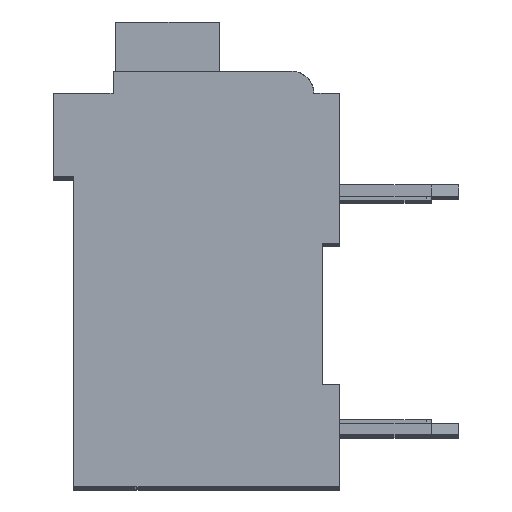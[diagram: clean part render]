
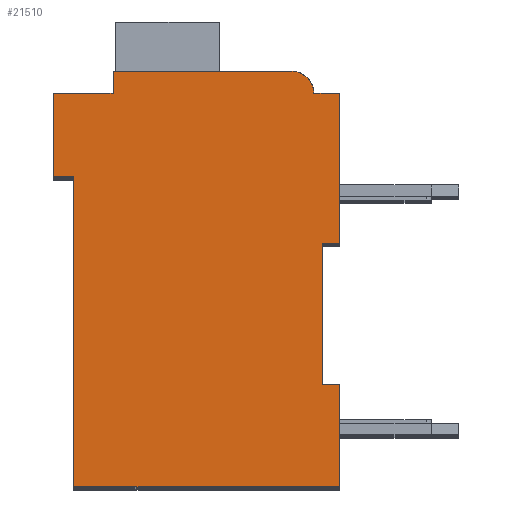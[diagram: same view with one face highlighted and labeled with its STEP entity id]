
A CAD part, top view. The second image highlights one B-rep face of the part: STEP entity #21510.
In plain terms, the highlighted planar face has unit normal (0, 0, 1).
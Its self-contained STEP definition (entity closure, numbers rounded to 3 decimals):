
#2418=DIRECTION('',(1.,0.,0.));
#2419=VECTOR('',#2418,0.5);
#2420=CARTESIAN_POINT('',(7.3,7.15,2.1));
#2421=LINE('',#2420,#2419);
#2422=DIRECTION('',(0.,1.,0.));
#2423=VECTOR('',#2422,4.15);
#2424=CARTESIAN_POINT('',(7.3,3.,2.1));
#2425=LINE('',#2424,#2423);
#2426=DIRECTION('',(-1.,0.,0.));
#2427=VECTOR('',#2426,0.5);
#2428=CARTESIAN_POINT('',(7.8,3.,2.1));
#2429=LINE('',#2428,#2427);
#2430=DIRECTION('',(0.,1.,0.));
#2431=VECTOR('',#2430,3.);
#2432=CARTESIAN_POINT('',(7.8,0.,2.1));
#2433=LINE('',#2432,#2431);
#2434=DIRECTION('',(1.,0.,0.));
#2435=VECTOR('',#2434,7.8);
#2436=CARTESIAN_POINT('',(0.,0.,2.1));
#2437=LINE('',#2436,#2435);
#2438=DIRECTION('',(0.,-1.,0.));
#2439=VECTOR('',#2438,9.1);
#2440=CARTESIAN_POINT('',(0.,9.1,2.1));
#2441=LINE('',#2440,#2439);
#2442=DIRECTION('',(1.,0.,0.));
#2443=VECTOR('',#2442,0.6);
#2444=CARTESIAN_POINT('',(-0.6,9.1,2.1));
#2445=LINE('',#2444,#2443);
#2446=DIRECTION('',(0.,-1.,0.));
#2447=VECTOR('',#2446,2.45);
#2448=CARTESIAN_POINT('',(-0.6,11.55,2.1));
#2449=LINE('',#2448,#2447);
#2450=DIRECTION('',(-1.,0.,0.));
#2451=VECTOR('',#2450,1.75);
#2452=CARTESIAN_POINT('',(1.15,11.55,2.1));
#2453=LINE('',#2452,#2451);
#2454=DIRECTION('',(0.,-1.,0.));
#2455=VECTOR('',#2454,0.65);
#2456=CARTESIAN_POINT('',(1.15,12.2,2.1));
#2457=LINE('',#2456,#2455);
#2458=DIRECTION('',(-1.,0.,0.));
#2459=VECTOR('',#2458,5.25);
#2460=CARTESIAN_POINT('',(6.4,12.2,2.1));
#2461=LINE('',#2460,#2459);
#2462=CARTESIAN_POINT('',(6.4,11.55,2.1));
#2463=DIRECTION('',(0.,0.,1.));
#2464=DIRECTION('',(1.,0.,0.));
#2465=AXIS2_PLACEMENT_3D('',#2462,#2463,#2464);
#2467=DIRECTION('',(-1.,0.,0.));
#2468=VECTOR('',#2467,0.75);
#2469=CARTESIAN_POINT('',(7.8,11.55,2.1));
#2470=LINE('',#2469,#2468);
#2471=DIRECTION('',(0.,1.,0.));
#2472=VECTOR('',#2471,4.4);
#2473=CARTESIAN_POINT('',(7.8,7.15,2.1));
#2474=LINE('',#2473,#2472);
#14931=CARTESIAN_POINT('',(7.3,7.15,2.1));
#14932=CARTESIAN_POINT('',(7.8,7.15,2.1));
#14933=VERTEX_POINT('',#14931);
#14934=VERTEX_POINT('',#14932);
#14935=CARTESIAN_POINT('',(7.8,11.55,2.1));
#14936=VERTEX_POINT('',#14935);
#14937=CARTESIAN_POINT('',(7.05,11.55,2.1));
#14938=VERTEX_POINT('',#14937);
#14939=CARTESIAN_POINT('',(6.4,12.2,2.1));
#14940=VERTEX_POINT('',#14939);
#14941=CARTESIAN_POINT('',(1.15,12.2,2.1));
#14942=VERTEX_POINT('',#14941);
#14943=CARTESIAN_POINT('',(1.15,11.55,2.1));
#14944=VERTEX_POINT('',#14943);
#14945=CARTESIAN_POINT('',(-0.6,11.55,2.1));
#14946=VERTEX_POINT('',#14945);
#14947=CARTESIAN_POINT('',(-0.6,9.1,2.1));
#14948=VERTEX_POINT('',#14947);
#14949=CARTESIAN_POINT('',(0.,9.1,2.1));
#14950=VERTEX_POINT('',#14949);
#14951=CARTESIAN_POINT('',(0.,0.,2.1));
#14952=VERTEX_POINT('',#14951);
#14953=CARTESIAN_POINT('',(7.8,0.,2.1));
#14954=VERTEX_POINT('',#14953);
#14955=CARTESIAN_POINT('',(7.8,3.,2.1));
#14956=VERTEX_POINT('',#14955);
#14957=CARTESIAN_POINT('',(7.3,3.,2.1));
#14958=VERTEX_POINT('',#14957);
#21480=CARTESIAN_POINT('',(0.,0.,2.1));
#21481=DIRECTION('',(0.,0.,1.));
#21482=DIRECTION('',(1.,0.,0.));
#21483=AXIS2_PLACEMENT_3D('',#21480,#21481,#21482);
#21484=PLANE('',#21483);
#21485=ORIENTED_EDGE('',*,*,#19612,.F.);
#21486=ORIENTED_EDGE('',*,*,#20363,.F.);
#21488=ORIENTED_EDGE('',*,*,#21487,.F.);
#21490=ORIENTED_EDGE('',*,*,#21489,.F.);
#21491=ORIENTED_EDGE('',*,*,#21101,.F.);
#21492=ORIENTED_EDGE('',*,*,#20962,.F.);
#21494=ORIENTED_EDGE('',*,*,#21493,.F.);
#21496=ORIENTED_EDGE('',*,*,#21495,.F.);
#21498=ORIENTED_EDGE('',*,*,#21497,.F.);
#21500=ORIENTED_EDGE('',*,*,#21499,.F.);
#21502=ORIENTED_EDGE('',*,*,#21501,.F.);
#21504=ORIENTED_EDGE('',*,*,#21503,.F.);
#21506=ORIENTED_EDGE('',*,*,#21505,.F.);
#21507=ORIENTED_EDGE('',*,*,#20019,.F.);
#21508=EDGE_LOOP('',(#21485,#21486,#21488,#21490,#21491,#21492,#21494,#21496,
#21498,#21500,#21502,#21504,#21506,#21507));
#21509=FACE_OUTER_BOUND('',#21508,.F.);
#2466=CIRCLE('',#2465,0.65);
#19612=EDGE_CURVE('',#14933,#14934,#2421,.T.);
#20019=EDGE_CURVE('',#14934,#14936,#2474,.T.);
#20363=EDGE_CURVE('',#14958,#14933,#2425,.T.);
#20962=EDGE_CURVE('',#14950,#14952,#2441,.T.);
#21101=EDGE_CURVE('',#14952,#14954,#2437,.T.);
#21487=EDGE_CURVE('',#14956,#14958,#2429,.T.);
#21489=EDGE_CURVE('',#14954,#14956,#2433,.T.);
#21493=EDGE_CURVE('',#14948,#14950,#2445,.T.);
#21495=EDGE_CURVE('',#14946,#14948,#2449,.T.);
#21497=EDGE_CURVE('',#14944,#14946,#2453,.T.);
#21499=EDGE_CURVE('',#14942,#14944,#2457,.T.);
#21501=EDGE_CURVE('',#14940,#14942,#2461,.T.);
#21503=EDGE_CURVE('',#14938,#14940,#2466,.T.);
#21505=EDGE_CURVE('',#14936,#14938,#2470,.T.);
#21510=ADVANCED_FACE('',(#21509),#21484,.T.);
